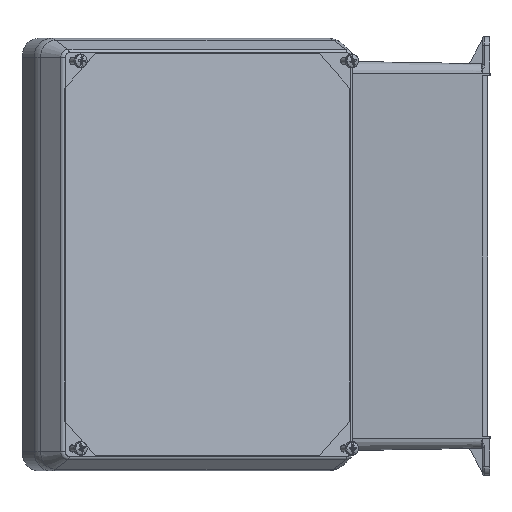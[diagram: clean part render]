
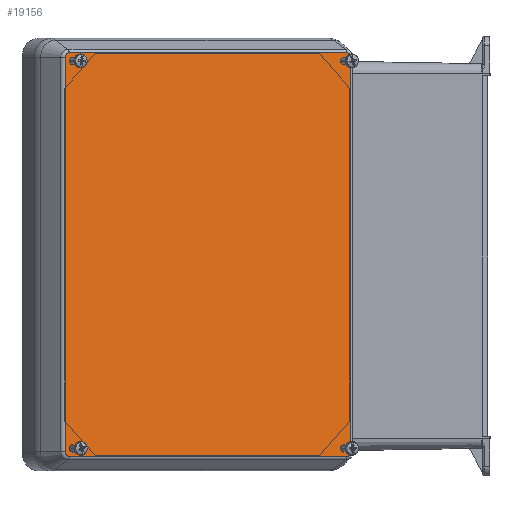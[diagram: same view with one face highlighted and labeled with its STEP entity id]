
A CAD part, left-side view. The second image highlights one B-rep face of the part: STEP entity #19156.
In plain terms, the highlighted face is planar.
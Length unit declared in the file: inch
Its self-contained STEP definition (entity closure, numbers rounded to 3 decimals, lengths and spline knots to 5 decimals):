
#1422 = VERTEX_POINT ( 'NONE', #14852 ) ;
#1901 = CARTESIAN_POINT ( 'NONE',  ( -4.16, -1.64, -5.27878 ) ) ;
#1935 = EDGE_CURVE ( 'NONE', #8697, #14126, #10799, .T. ) ;
#1971 = AXIS2_PLACEMENT_3D ( 'NONE', #2234, #14666, #4023 ) ;
#2117 = FACE_BOUND ( 'NONE', #16947, .T. ) ;
#2234 = CARTESIAN_POINT ( 'NONE',  ( -4.16, -1.64, 5.16 ) ) ;
#2392 = ORIENTED_EDGE ( 'NONE', *, *, #19786, .T. ) ;
#2643 = CIRCLE ( 'NONE', #5674, 0.094 ) ;
#3199 = CIRCLE ( 'NONE', #1971, 0.11878 ) ;
#3330 = ORIENTED_EDGE ( 'NONE', *, *, #20046, .T. ) ;
#3523 = EDGE_LOOP ( 'NONE', ( #17841, #7431, #16358, #6712, #5078, #8286, #19937, #5424 ) ) ;
#4023 = DIRECTION ( 'NONE',  ( 0., 0., -1. ) ) ;
#4070 = DIRECTION ( 'NONE',  ( 0., -1., 0. ) ) ;
#4105 = VERTEX_POINT ( 'NONE', #20389 ) ;
#4411 = VERTEX_POINT ( 'NONE', #14855 ) ;
#4538 = EDGE_CURVE ( 'NONE', #9308, #4411, #17248, .T. ) ;
#5078 = ORIENTED_EDGE ( 'NONE', *, *, #16072, .T. ) ;
#5295 = CARTESIAN_POINT ( 'NONE',  ( 4.0625, -1.64, 5.07 ) ) ;
#5320 = VECTOR ( 'NONE', #9902, 39.37008 ) ;
#5409 = DIRECTION ( 'NONE',  ( 0., 1., 0. ) ) ;
#5424 = ORIENTED_EDGE ( 'NONE', *, *, #9174, .T. ) ;
#5602 = EDGE_LOOP ( 'NONE', ( #2392 ) ) ;
#5654 = ORIENTED_EDGE ( 'NONE', *, *, #12074, .T. ) ;
#5674 = AXIS2_PLACEMENT_3D ( 'NONE', #7551, #19905, #9322 ) ;
#6023 = EDGE_LOOP ( 'NONE', ( #5654 ) ) ;
#6296 = FACE_OUTER_BOUND ( 'NONE', #3523, .T. ) ;
#6351 = CARTESIAN_POINT ( 'NONE',  ( -4.27878, -1.64, -5.16 ) ) ;
#6712 = ORIENTED_EDGE ( 'NONE', *, *, #7281, .T. ) ;
#6941 = CIRCLE ( 'NONE', #17938, 0.11878 ) ;
#7064 = CARTESIAN_POINT ( 'NONE',  ( -4.16, -1.64, 5.27878 ) ) ;
#7077 = DIRECTION ( 'NONE',  ( 0., 0., -1. ) ) ;
#7281 = EDGE_CURVE ( 'NONE', #1422, #13627, #6941, .T. ) ;
#7431 = ORIENTED_EDGE ( 'NONE', *, *, #16023, .T. ) ;
#7440 = CARTESIAN_POINT ( 'NONE',  ( -4.16, -1.64, -5.16 ) ) ;
#7551 = CARTESIAN_POINT ( 'NONE',  ( -4.0625, -1.64, 5.07 ) ) ;
#7868 = DIRECTION ( 'NONE',  ( 0., -1., 0. ) ) ;
#8016 = CARTESIAN_POINT ( 'NONE',  ( 4.0625, -1.64, -5.164 ) ) ;
#8066 = CIRCLE ( 'NONE', #17220, 0.094 ) ;
#8143 = CIRCLE ( 'NONE', #12662, 0.11878 ) ;
#8286 = ORIENTED_EDGE ( 'NONE', *, *, #1935, .T. ) ;
#8497 = AXIS2_PLACEMENT_3D ( 'NONE', #8654, #21005, #10393 ) ;
#8601 = DIRECTION ( 'NONE',  ( 0., -1., 0. ) ) ;
#8654 = CARTESIAN_POINT ( 'NONE',  ( 4.0625, -1.64, -5.07 ) ) ;
#8697 = VERTEX_POINT ( 'NONE', #22757 ) ;
#8814 = VERTEX_POINT ( 'NONE', #8016 ) ;
#9110 = VERTEX_POINT ( 'NONE', #18614 ) ;
#9174 = EDGE_CURVE ( 'NONE', #16830, #9308, #3199, .T. ) ;
#9231 = DIRECTION ( 'NONE',  ( 0., 0., -1. ) ) ;
#9308 = VERTEX_POINT ( 'NONE', #13398 ) ;
#9322 = DIRECTION ( 'NONE',  ( 0., 0., -1. ) ) ;
#9528 = CARTESIAN_POINT ( 'NONE',  ( 4.16, -1.64, -5.27878 ) ) ;
#9703 = EDGE_CURVE ( 'NONE', #14126, #16830, #10941, .T. ) ;
#9902 = DIRECTION ( 'NONE',  ( 0., 0., -1. ) ) ;
#10393 = DIRECTION ( 'NONE',  ( 0., 0., -1. ) ) ;
#10799 = CIRCLE ( 'NONE', #18235, 0.11878 ) ;
#10941 = LINE ( 'NONE', #19784, #20356 ) ;
#11003 = FACE_BOUND ( 'NONE', #5602, .T. ) ;
#11182 = VECTOR ( 'NONE', #21714, 39.37008 ) ;
#11301 = DIRECTION ( 'NONE',  ( 1., 0., 0. ) ) ;
#11570 = FACE_BOUND ( 'NONE', #19870, .T. ) ;
#12074 = EDGE_CURVE ( 'NONE', #14975, #14975, #8066, .T. ) ;
#12489 = VERTEX_POINT ( 'NONE', #1901 ) ;
#12662 = AXIS2_PLACEMENT_3D ( 'NONE', #7440, #19816, #9231 ) ;
#12752 = DIRECTION ( 'NONE',  ( -1., 0., 0. ) ) ;
#13398 = CARTESIAN_POINT ( 'NONE',  ( -4.27878, -1.64, 5.16 ) ) ;
#13510 = EDGE_CURVE ( 'NONE', #9110, #9110, #17669, .T. ) ;
#13627 = VERTEX_POINT ( 'NONE', #17396 ) ;
#13873 = LINE ( 'NONE', #9528, #22713 ) ;
#14126 = VERTEX_POINT ( 'NONE', #15607 ) ;
#14666 = DIRECTION ( 'NONE',  ( 0., -1., 0. ) ) ;
#14722 = CARTESIAN_POINT ( 'NONE',  ( 4.16, -1.64, -5.16 ) ) ;
#14852 = CARTESIAN_POINT ( 'NONE',  ( 4.16, -1.64, -5.27878 ) ) ;
#14855 = CARTESIAN_POINT ( 'NONE',  ( -4.27878, -1.64, -5.16 ) ) ;
#14975 = VERTEX_POINT ( 'NONE', #20324 ) ;
#15607 = CARTESIAN_POINT ( 'NONE',  ( 4.16, -1.64, 5.27878 ) ) ;
#15742 = FACE_BOUND ( 'NONE', #6023, .T. ) ;
#16023 = EDGE_CURVE ( 'NONE', #4411, #12489, #8143, .T. ) ;
#16041 = CARTESIAN_POINT ( 'NONE',  ( -4.0625, -1.64, -5.07 ) ) ;
#16072 = EDGE_CURVE ( 'NONE', #13627, #8697, #21148, .T. ) ;
#16358 = ORIENTED_EDGE ( 'NONE', *, *, #22545, .T. ) ;
#16491 = DIRECTION ( 'NONE',  ( 0., 0., -1. ) ) ;
#16551 = CIRCLE ( 'NONE', #8497, 0.094 ) ;
#16830 = VERTEX_POINT ( 'NONE', #7064 ) ;
#16947 = EDGE_LOOP ( 'NONE', ( #3330 ) ) ;
#17220 = AXIS2_PLACEMENT_3D ( 'NONE', #16041, #5409, #17794 ) ;
#17248 = LINE ( 'NONE', #6351, #5320 ) ;
#17396 = CARTESIAN_POINT ( 'NONE',  ( 4.27878, -1.64, -5.16 ) ) ;
#17489 = AXIS2_PLACEMENT_3D ( 'NONE', #22596, #8601, #20958 ) ;
#17669 = CIRCLE ( 'NONE', #20038, 0.094 ) ;
#17680 = DIRECTION ( 'NONE',  ( 0., 1., 0. ) ) ;
#17794 = DIRECTION ( 'NONE',  ( 0., 0., -1. ) ) ;
#17841 = ORIENTED_EDGE ( 'NONE', *, *, #4538, .T. ) ;
#17938 = AXIS2_PLACEMENT_3D ( 'NONE', #14722, #4070, #16491 ) ;
#18235 = AXIS2_PLACEMENT_3D ( 'NONE', #18447, #7868, #20230 ) ;
#18447 = CARTESIAN_POINT ( 'NONE',  ( 4.16, -1.64, 5.16 ) ) ;
#18614 = CARTESIAN_POINT ( 'NONE',  ( 4.0625, -1.64, 4.976 ) ) ;
#19156 = ADVANCED_FACE ( 'NONE', ( #11570, #2117, #15742, #11003, #6296 ), #19177, .T. ) ;
#19177 = PLANE ( 'NONE',  #17489 ) ;
#19784 = CARTESIAN_POINT ( 'NONE',  ( -4.16, -1.64, 5.27878 ) ) ;
#19786 = EDGE_CURVE ( 'NONE', #8814, #8814, #16551, .T. ) ;
#19816 = DIRECTION ( 'NONE',  ( 0., -1., 0. ) ) ;
#19870 = EDGE_LOOP ( 'NONE', ( #21828 ) ) ;
#19905 = DIRECTION ( 'NONE',  ( 0., 1., 0. ) ) ;
#19937 = ORIENTED_EDGE ( 'NONE', *, *, #9703, .T. ) ;
#19978 = CARTESIAN_POINT ( 'NONE',  ( 4.27878, -1.64, 5.16 ) ) ;
#20038 = AXIS2_PLACEMENT_3D ( 'NONE', #5295, #17680, #7077 ) ;
#20046 = EDGE_CURVE ( 'NONE', #4105, #4105, #2643, .T. ) ;
#20230 = DIRECTION ( 'NONE',  ( 0., 0., -1. ) ) ;
#20324 = CARTESIAN_POINT ( 'NONE',  ( -4.0625, -1.64, -5.164 ) ) ;
#20356 = VECTOR ( 'NONE', #12752, 39.37008 ) ;
#20389 = CARTESIAN_POINT ( 'NONE',  ( -4.0625, -1.64, 4.976 ) ) ;
#20958 = DIRECTION ( 'NONE',  ( 0., 0., -1. ) ) ;
#21005 = DIRECTION ( 'NONE',  ( 0., 1., 0. ) ) ;
#21148 = LINE ( 'NONE', #19978, #11182 ) ;
#21714 = DIRECTION ( 'NONE',  ( 0., 0., 1. ) ) ;
#21828 = ORIENTED_EDGE ( 'NONE', *, *, #13510, .T. ) ;
#22545 = EDGE_CURVE ( 'NONE', #12489, #1422, #13873, .T. ) ;
#22596 = CARTESIAN_POINT ( 'NONE',  ( 4.16, -1.64, -5.16 ) ) ;
#22713 = VECTOR ( 'NONE', #11301, 39.37008 ) ;
#22757 = CARTESIAN_POINT ( 'NONE',  ( 4.27878, -1.64, 5.16 ) ) ;
